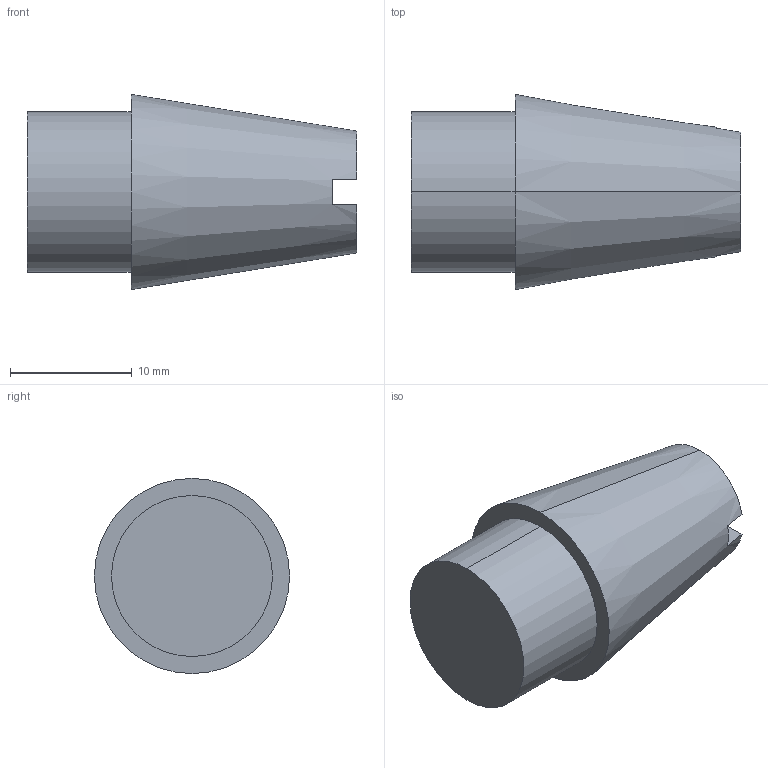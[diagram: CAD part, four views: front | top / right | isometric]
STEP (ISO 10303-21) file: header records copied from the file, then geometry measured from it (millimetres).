
FILE_DESCRIPTION (( 'STEP AP214' ), '1' );
FILE_NAME ('AZ-SCT3.STEP', '2018-09-03T08:56:22', ( '' ), ( '' ), 'SwSTEP 2.0', 'SolidWorks 2018', '' );
FILE_SCHEMA (( 'AUTOMOTIVE_DESIGN' ));
Length unit declared in the file: millimetre
Products named in the file (1): AZ-SCT3
Bounding box: 27 x 16 x 16 mm (x, y, z)
Volume: 3621.3 mm3; surface area: 1431.2 mm2
Topology: 1 solids, 1 shells, 11 faces, 24 edges, 16 vertices
Faces by surface type: plane 7, cone 2, cylinder 2
Entity records: 376 total; most frequent: CARTESIAN_POINT 70, DIRECTION 56, ORIENTED_EDGE 48, EDGE_CURVE 24, AXIS2_PLACEMENT_3D 24, VERTEX_POINT 16, CIRCLE 12, EDGE_LOOP 12
